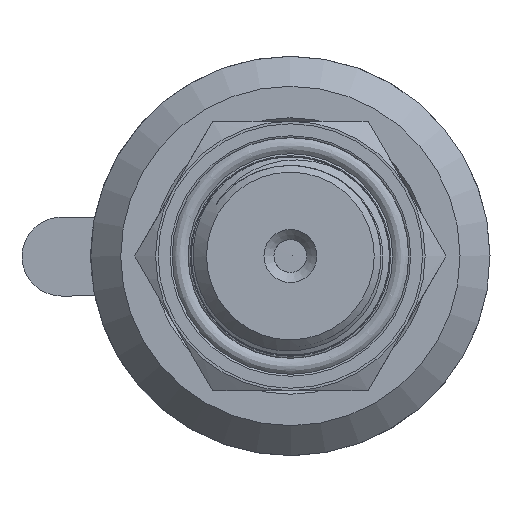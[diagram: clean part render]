
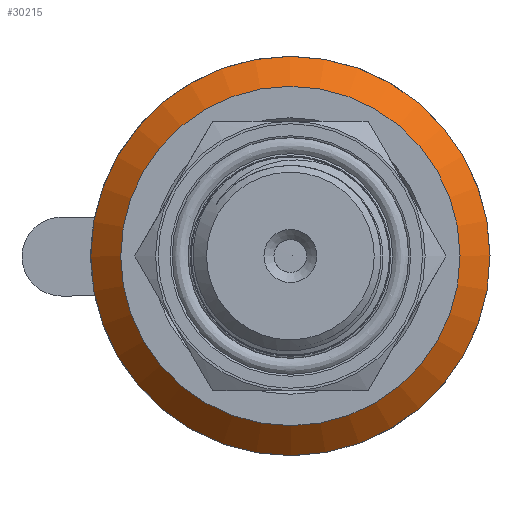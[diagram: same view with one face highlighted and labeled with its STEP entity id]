
A CAD part, left-side view. The second image highlights one B-rep face of the part: STEP entity #30215.
In plain terms, the highlighted conical face has half-angle 45 degrees and reference radius 18.5 mm.
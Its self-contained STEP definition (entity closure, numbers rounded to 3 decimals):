
#1713=CONICAL_SURFACE('',#31943,18.5,0.785);
#2340=FACE_OUTER_BOUND('',#4067,.T.);
#4067=EDGE_LOOP('',(#23340,#23341,#23342,#23343));
#5473=CIRCLE('',#31942,20.);
#5474=CIRCLE('',#31944,17.);
#7456=LINE('',#57981,#10398);
#10398=VECTOR('',#35249,18.5);
#13707=VERTEX_POINT('',#57976);
#13708=VERTEX_POINT('',#57980);
#17250=EDGE_CURVE('',#13707,#13707,#5473,.T.);
#17251=EDGE_CURVE('',#13707,#13708,#7456,.T.);
#17252=EDGE_CURVE('',#13708,#13708,#5474,.T.);
#23340=ORIENTED_EDGE('',*,*,#17250,.F.);
#23341=ORIENTED_EDGE('',*,*,#17251,.T.);
#23342=ORIENTED_EDGE('',*,*,#17252,.T.);
#23343=ORIENTED_EDGE('',*,*,#17251,.F.);
#30215=ADVANCED_FACE('',(#2340),#1713,.T.);
#31942=AXIS2_PLACEMENT_3D('',#57978,#35245,#35246);
#31943=AXIS2_PLACEMENT_3D('',#57979,#35247,#35248);
#31944=AXIS2_PLACEMENT_3D('',#57982,#35250,#35251);
#35245=DIRECTION('center_axis',(-1.,0.,0.));
#35246=DIRECTION('ref_axis',(0.,0.,
-1.));
#35247=DIRECTION('center_axis',(-1.,0.,0.));
#35248=DIRECTION('ref_axis',(0.,-1.,0.));
#35249=DIRECTION('',(0.707,-0.707,0.));
#35250=DIRECTION('center_axis',(-1.,0.,0.));
#35251=DIRECTION('ref_axis',(0.,0.,
-1.));
#57976=CARTESIAN_POINT('',(21.,20.,0.));
#57978=CARTESIAN_POINT('Origin',(21.,0.,0.));
#57979=CARTESIAN_POINT('Origin',(22.5,0.,0.));
#57980=CARTESIAN_POINT('',(24.,17.,0.));
#57981=CARTESIAN_POINT('',(22.5,18.5,0.));
#57982=CARTESIAN_POINT('Origin',(24.,0.,0.));
